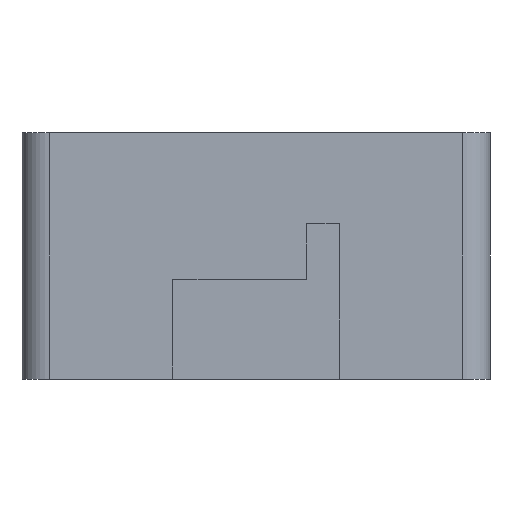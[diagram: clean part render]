
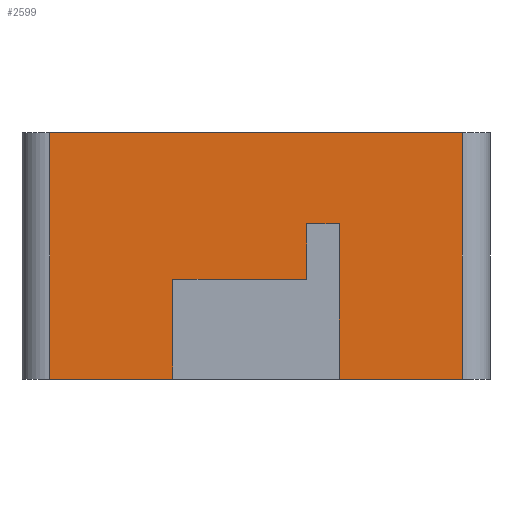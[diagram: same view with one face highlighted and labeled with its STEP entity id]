
A CAD part, front view. The second image highlights one B-rep face of the part: STEP entity #2599.
In plain terms, the highlighted planar face has unit normal (0, -1, 0).
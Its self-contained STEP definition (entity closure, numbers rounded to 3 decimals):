
#17 = LINE ( 'NONE', #617, #1524 ) ;
#30 = CARTESIAN_POINT ( 'NONE',  ( -7.5, -21.85, -7. ) ) ;
#151 = VERTEX_POINT ( 'NONE', #1428 ) ;
#167 = VERTEX_POINT ( 'NONE', #377 ) ;
#241 = CARTESIAN_POINT ( 'NONE',  ( 7.5, -21.85, -7. ) ) ;
#264 = LINE ( 'NONE', #1124, #1208 ) ;
#286 = VERTEX_POINT ( 'NONE', #1245 ) ;
#292 = EDGE_CURVE ( 'NONE', #1432, #286, #17, .T. ) ;
#364 = EDGE_CURVE ( 'NONE', #1377, #768, #1331, .T. ) ;
#377 = CARTESIAN_POINT ( 'NONE',  ( 7.5, -21.85, -2. ) ) ;
#385 = DIRECTION ( 'NONE',  ( -1., 0., 0. ) ) ;
#432 = VECTOR ( 'NONE', #1625, 1000. ) ;
#441 = ORIENTED_EDGE ( 'NONE', *, *, #2450, .F. ) ;
#443 = DIRECTION ( 'NONE',  ( 0., 0., -1. ) ) ;
#454 = CARTESIAN_POINT ( 'NONE',  ( -18.6, -21.85, 6.2 ) ) ;
#478 = EDGE_CURVE ( 'NONE', #641, #771, #264, .T. ) ;
#524 = ORIENTED_EDGE ( 'NONE', *, *, #704, .T. ) ;
#536 = VECTOR ( 'NONE', #1954, 1000. ) ;
#552 = EDGE_CURVE ( 'NONE', #1007, #771, #2130, .T. ) ;
#576 = CARTESIAN_POINT ( 'NONE',  ( 4.577, -21.85, -2. ) ) ;
#588 = LINE ( 'NONE', #968, #432 ) ;
#617 = CARTESIAN_POINT ( 'NONE',  ( -18.6, -21.85, 1.6 ) ) ;
#641 = VERTEX_POINT ( 'NONE', #726 ) ;
#695 = DIRECTION ( 'NONE',  ( 1., 0., 0. ) ) ;
#704 = EDGE_CURVE ( 'NONE', #286, #768, #1381, .T. ) ;
#706 = DIRECTION ( 'NONE',  ( 0., 1., 0. ) ) ;
#724 = DIRECTION ( 'NONE',  ( 0., 0., 1. ) ) ;
#726 = CARTESIAN_POINT ( 'NONE',  ( 7.5, -21.85, -16. ) ) ;
#749 = VECTOR ( 'NONE', #1038, 1000. ) ;
#768 = VERTEX_POINT ( 'NONE', #2030 ) ;
#771 = VERTEX_POINT ( 'NONE', #938 ) ;
#872 = DIRECTION ( 'NONE',  ( 0., 0., -1. ) ) ;
#938 = CARTESIAN_POINT ( 'NONE',  ( 18.6, -21.85, -16. ) ) ;
#968 = CARTESIAN_POINT ( 'NONE',  ( 0., -21.85, 6.2 ) ) ;
#1007 = VERTEX_POINT ( 'NONE', #2634 ) ;
#1038 = DIRECTION ( 'NONE',  ( -1., 0., 0. ) ) ;
#1056 = LINE ( 'NONE', #2765, #2323 ) ;
#1124 = CARTESIAN_POINT ( 'NONE',  ( 0., -21.85, -16. ) ) ;
#1174 = ORIENTED_EDGE ( 'NONE', *, *, #292, .T. ) ;
#1196 = VERTEX_POINT ( 'NONE', #576 ) ;
#1208 = VECTOR ( 'NONE', #2632, 1000. ) ;
#1245 = CARTESIAN_POINT ( 'NONE',  ( -18.6, -21.85, -16. ) ) ;
#1331 = LINE ( 'NONE', #30, #2563 ) ;
#1377 = VERTEX_POINT ( 'NONE', #1561 ) ;
#1381 = LINE ( 'NONE', #2225, #2336 ) ;
#1422 = ORIENTED_EDGE ( 'NONE', *, *, #478, .T. ) ;
#1428 = CARTESIAN_POINT ( 'NONE',  ( 4.577, -21.85, -7. ) ) ;
#1432 = VERTEX_POINT ( 'NONE', #454 ) ;
#1488 = EDGE_CURVE ( 'NONE', #167, #641, #1521, .T. ) ;
#1521 = LINE ( 'NONE', #241, #536 ) ;
#1524 = VECTOR ( 'NONE', #872, 1000. ) ;
#1528 = ORIENTED_EDGE ( 'NONE', *, *, #1941, .F. ) ;
#1561 = CARTESIAN_POINT ( 'NONE',  ( -7.5, -21.85, -7. ) ) ;
#1625 = DIRECTION ( 'NONE',  ( 1., 0., 0. ) ) ;
#1677 = ORIENTED_EDGE ( 'NONE', *, *, #364, .F. ) ;
#1688 = VECTOR ( 'NONE', #385, 1000. ) ;
#1759 = ORIENTED_EDGE ( 'NONE', *, *, #1955, .F. ) ;
#1906 = LINE ( 'NONE', #2575, #749 ) ;
#1941 = EDGE_CURVE ( 'NONE', #167, #1196, #2685, .T. ) ;
#1954 = DIRECTION ( 'NONE',  ( 0., 0., -1. ) ) ;
#1955 = EDGE_CURVE ( 'NONE', #1432, #1007, #588, .T. ) ;
#1999 = CARTESIAN_POINT ( 'NONE',  ( 0., -21.85, 1.6 ) ) ;
#2028 = EDGE_CURVE ( 'NONE', #151, #1377, #1906, .T. ) ;
#2030 = CARTESIAN_POINT ( 'NONE',  ( -7.5, -21.85, -16. ) ) ;
#2113 = DIRECTION ( 'NONE',  ( 0., 0., -1. ) ) ;
#2130 = LINE ( 'NONE', #2371, #2520 ) ;
#2223 = PLANE ( 'NONE',  #2554 ) ;
#2225 = CARTESIAN_POINT ( 'NONE',  ( 0., -21.85, -16. ) ) ;
#2322 = ORIENTED_EDGE ( 'NONE', *, *, #552, .F. ) ;
#2323 = VECTOR ( 'NONE', #2113, 1000. ) ;
#2336 = VECTOR ( 'NONE', #695, 1000. ) ;
#2365 = ORIENTED_EDGE ( 'NONE', *, *, #2028, .F. ) ;
#2371 = CARTESIAN_POINT ( 'NONE',  ( 18.6, -21.85, 1.6 ) ) ;
#2438 = DIRECTION ( 'NONE',  ( 0., 0., -1. ) ) ;
#2450 = EDGE_CURVE ( 'NONE', #1196, #151, #1056, .T. ) ;
#2520 = VECTOR ( 'NONE', #443, 1000. ) ;
#2554 = AXIS2_PLACEMENT_3D ( 'NONE', #1999, #706, #724 ) ;
#2563 = VECTOR ( 'NONE', #2438, 1000. ) ;
#2568 = ORIENTED_EDGE ( 'NONE', *, *, #1488, .T. ) ;
#2575 = CARTESIAN_POINT ( 'NONE',  ( 7.5, -21.85, -7. ) ) ;
#2599 = ADVANCED_FACE ( 'NONE', ( #2639 ), #2223, .F. ) ;
#2632 = DIRECTION ( 'NONE',  ( 1., 0., 0. ) ) ;
#2634 = CARTESIAN_POINT ( 'NONE',  ( 18.6, -21.85, 6.2 ) ) ;
#2635 = EDGE_LOOP ( 'NONE', ( #1528, #2568, #1422, #2322, #1759, #1174, #524, #1677, #2365, #441 ) ) ;
#2639 = FACE_OUTER_BOUND ( 'NONE', #2635, .T. ) ;
#2685 = LINE ( 'NONE', #2725, #1688 ) ;
#2725 = CARTESIAN_POINT ( 'NONE',  ( 7.5, -21.85, -2. ) ) ;
#2765 = CARTESIAN_POINT ( 'NONE',  ( 4.577, -21.85, -2. ) ) ;
